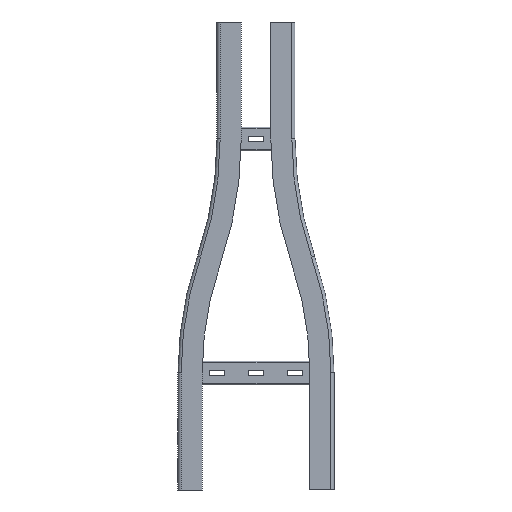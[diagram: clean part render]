
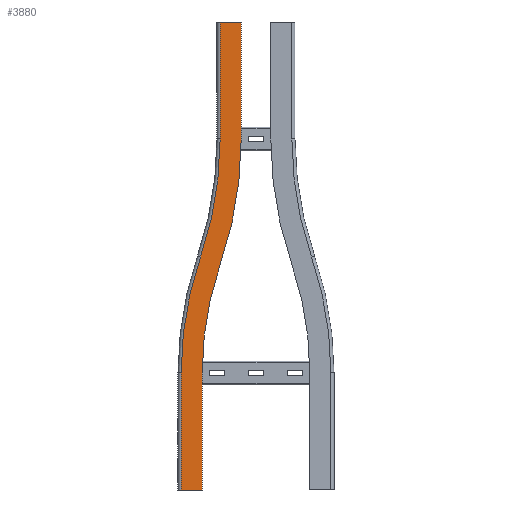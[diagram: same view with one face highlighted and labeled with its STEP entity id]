
A CAD part, front view. The second image highlights one B-rep face of the part: STEP entity #3880.
In plain terms, the highlighted planar face has unit normal (0, -1, 0).
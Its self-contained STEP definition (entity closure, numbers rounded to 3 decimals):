
#108=CIRCLE('',#4182,458.5);
#109=CIRCLE('',#4184,431.5);
#130=CIRCLE('',#4215,466.5);
#131=CIRCLE('',#4217,493.5);
#372=FACE_OUTER_BOUND('',#616,.T.);
#616=EDGE_LOOP('',(#2837,#2838,#2839,#2840,#2841,#2842,#2843,#2844,#2845,
#2846));
#836=LINE('',#5830,#1246);
#838=LINE('',#5836,#1248);
#871=LINE('',#6004,#1281);
#921=LINE('',#6114,#1331);
#922=LINE('',#6116,#1332);
#923=LINE('',#6117,#1333);
#1246=VECTOR('',#4607,10.);
#1248=VECTOR('',#4611,10.);
#1281=VECTOR('',#4808,10.);
#1331=VECTOR('',#4918,10.);
#1332=VECTOR('',#4919,10.);
#1333=VECTOR('',#4920,10.);
#1649=VERTEX_POINT('',#5826);
#1650=VERTEX_POINT('',#5828);
#1652=VERTEX_POINT('',#5833);
#1653=VERTEX_POINT('',#5835);
#1678=VERTEX_POINT('',#5902);
#1680=VERTEX_POINT('',#5907);
#1694=VERTEX_POINT('',#5956);
#1696=VERTEX_POINT('',#5961);
#1736=VERTEX_POINT('',#6110);
#1737=VERTEX_POINT('',#6115);
#1996=EDGE_CURVE('',#1649,#1650,#836,.T.);
#1998=EDGE_CURVE('',#1652,#1653,#838,.T.);
#2031=EDGE_CURVE('',#1678,#1649,#108,.T.);
#2033=EDGE_CURVE('',#1680,#1652,#109,.T.);
#2058=EDGE_CURVE('',#1694,#1678,#130,.T.);
#2060=EDGE_CURVE('',#1696,#1680,#131,.T.);
#2083=EDGE_CURVE('',#1653,#1650,#871,.T.);
#2139=EDGE_CURVE('',#1694,#1736,#921,.T.);
#2140=EDGE_CURVE('',#1737,#1696,#922,.T.);
#2141=EDGE_CURVE('',#1736,#1737,#923,.T.);
#2837=ORIENTED_EDGE('',*,*,#2139,.F.);
#2838=ORIENTED_EDGE('',*,*,#2058,.T.);
#2839=ORIENTED_EDGE('',*,*,#2031,.T.);
#2840=ORIENTED_EDGE('',*,*,#1996,.T.);
#2841=ORIENTED_EDGE('',*,*,#2083,.F.);
#2842=ORIENTED_EDGE('',*,*,#1998,.F.);
#2843=ORIENTED_EDGE('',*,*,#2033,.F.);
#2844=ORIENTED_EDGE('',*,*,#2060,.F.);
#2845=ORIENTED_EDGE('',*,*,#2140,.F.);
#2846=ORIENTED_EDGE('',*,*,#2141,.F.);
#3693=PLANE('',#4270);
#3880=ADVANCED_FACE('',(#372),#3693,.F.);
#4182=AXIS2_PLACEMENT_3D('',#5904,#4677,#4678);
#4184=AXIS2_PLACEMENT_3D('',#5909,#4682,#4683);
#4215=AXIS2_PLACEMENT_3D('',#5958,#4748,#4749);
#4217=AXIS2_PLACEMENT_3D('',#5963,#4753,#4754);
#4270=AXIS2_PLACEMENT_3D('',#6113,#4916,#4917);
#4607=DIRECTION('',(0.,0.,-1.));
#4611=DIRECTION('',(0.,0.,-1.));
#4677=DIRECTION('center_axis',(0.,-1.,0.));
#4678=DIRECTION('ref_axis',(-0.946,0.,0.324));
#4682=DIRECTION('center_axis',(0.,-1.,0.));
#4683=DIRECTION('ref_axis',(-0.946,0.,0.324));
#4748=DIRECTION('center_axis',(0.,1.,0.));
#4749=DIRECTION('ref_axis',(1.,0.,0.));
#4753=DIRECTION('center_axis',(0.,1.,0.));
#4754=DIRECTION('ref_axis',(1.,0.,0.));
#4808=DIRECTION('',(-1.,0.,0.));
#4916=DIRECTION('center_axis',(0.,1.,0.));
#4917=DIRECTION('ref_axis',(0.,0.,1.));
#4918=DIRECTION('',(0.,0.,1.));
#4919=DIRECTION('',(0.,0.,-1.));
#4920=DIRECTION('',(1.,0.,0.));
#5826=CARTESIAN_POINT('',(-77.,0.,-300.));
#5828=CARTESIAN_POINT('',(-77.,0.,-450.));
#5830=CARTESIAN_POINT('',(-77.,0.,-300.));
#5833=CARTESIAN_POINT('',(-50.,0.,-300.));
#5835=CARTESIAN_POINT('',(-50.,0.,-450.));
#5836=CARTESIAN_POINT('',(-50.,0.,-300.));
#5902=CARTESIAN_POINT('',(-52.216,0.,-151.297));
#5904=CARTESIAN_POINT('Origin',(381.5,0.,-300.));
#5907=CARTESIAN_POINT('',(-26.676,0.,-160.054));
#5909=CARTESIAN_POINT('Origin',(381.5,0.,-300.));
#5956=CARTESIAN_POINT('',(-27.,0.,0.));
#5958=CARTESIAN_POINT('Origin',(-493.5,0.,
0.));
#5961=CARTESIAN_POINT('',(0.,0.,0.));
#5963=CARTESIAN_POINT('Origin',(-493.5,0.,
0.));
#6004=CARTESIAN_POINT('',(-50.,0.,-450.));
#6110=CARTESIAN_POINT('',(-27.,0.,150.));
#6113=CARTESIAN_POINT('Origin',(-50.786,0.,
75.));
#6114=CARTESIAN_POINT('',(-27.,0.,75.));
#6115=CARTESIAN_POINT('',(0.,0.,150.));
#6116=CARTESIAN_POINT('',(0.,0.,0.));
#6117=CARTESIAN_POINT('',(0.,0.,150.));
